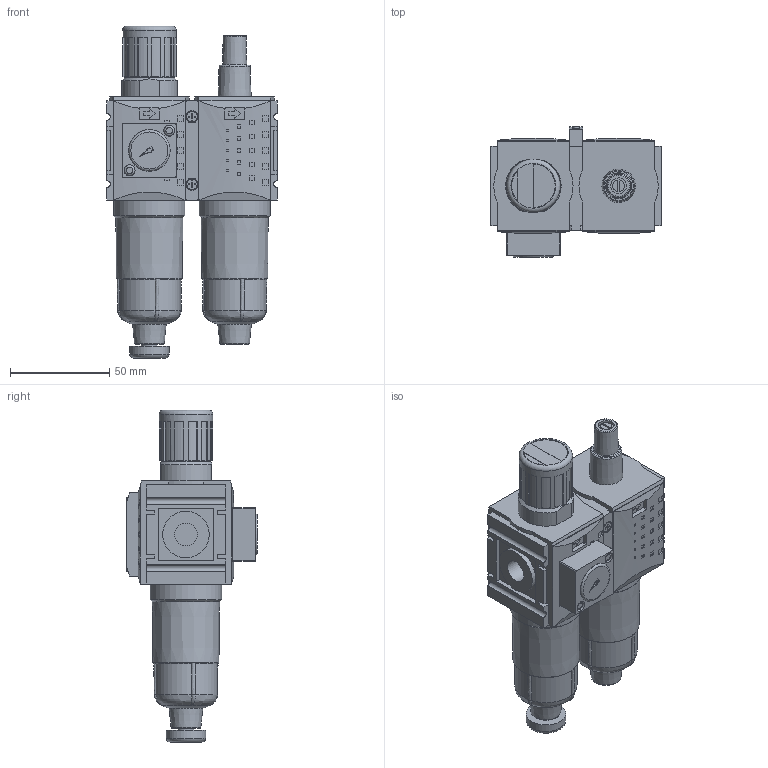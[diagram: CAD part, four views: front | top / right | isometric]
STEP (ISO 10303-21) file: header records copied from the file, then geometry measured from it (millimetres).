
FILE_DESCRIPTION((''),'2;1');
FILE_NAME('KS2U-014.stp','2010-03-02T13:52:04',('DDruske'),(''),'Autodesk Inventor 2009','Autodesk Inventor 2009','');
FILE_SCHEMA(('AUTOMOTIVE_DESIGN { 1 0 10303 214 1 1 1 1 }'));
Length unit declared in the file: millimetre
Products named in the file (1): Bauteil2
Bounding box: 86 x 65.9 x 167.5 mm (x, y, z)
Volume: 340155.1 mm3; surface area: 57860.2 mm2
Topology: 1 solids, 13 shells, 855 faces, 2120 edges, 1392 vertices
Faces by surface type: plane 530, cylinder 170, bspline 126, cone 18, torus 9, sphere 2
Full cylindrical faces by diameter (mm): 3 x2, 3.3 x2, 3.5 x2, 5.283 x1, 5.3 x2, 5.5 x2, 8 x2, 8.4 x2, 11.445 x3, 20 x1, 20.7 x1, 21 x2, 23.5 x1, 27 x1, 36 x2
Entity records: 27236 total; most frequent: CARTESIAN_POINT 6293, ORIENTED_EDGE 4102, DIRECTION 4020, EDGE_CURVE 2051, VERTEX_POINT 1385, AXIS2_PLACEMENT_3D 1341, VECTOR 1338, LINE 1338
